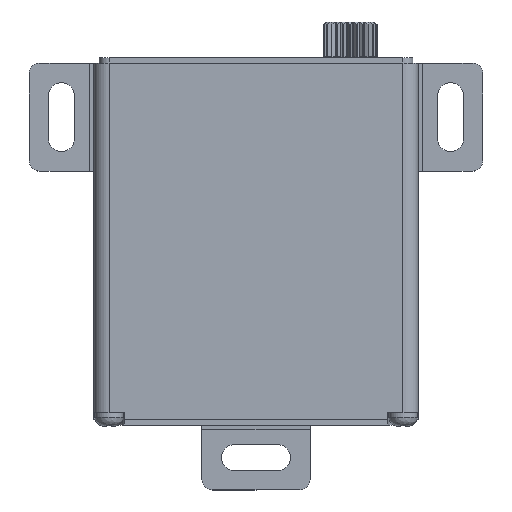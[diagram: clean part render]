
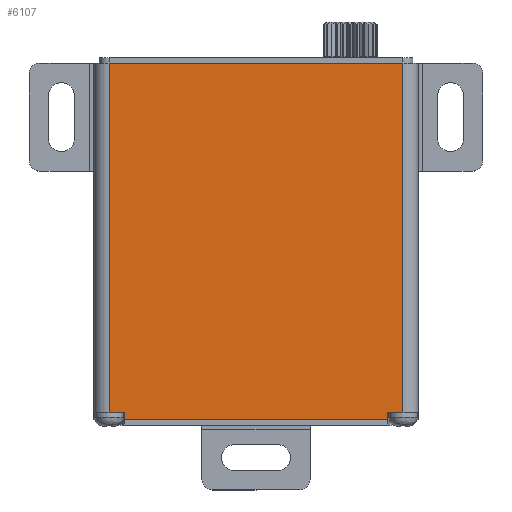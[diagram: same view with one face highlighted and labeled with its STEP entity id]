
A CAD part, top view. The second image highlights one B-rep face of the part: STEP entity #6107.
In plain terms, the highlighted planar face has unit normal (0, 0, 1).
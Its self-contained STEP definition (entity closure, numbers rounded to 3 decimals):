
#357=DIRECTION('',(1.,0.,0.));
#358=VECTOR('',#357,1.4);
#359=CARTESIAN_POINT('',(12.2,-5.,5.));
#360=LINE('',#359,#358);
#361=DIRECTION('',(0.,1.,0.));
#362=VECTOR('',#361,0.7);
#363=CARTESIAN_POINT('',(12.2,-5.7,5.));
#364=LINE('',#363,#362);
#365=DIRECTION('',(1.,0.,0.));
#366=VECTOR('',#365,24.4);
#367=CARTESIAN_POINT('',(-12.2,-5.7,5.));
#368=LINE('',#367,#366);
#369=DIRECTION('',(0.,-1.,0.));
#370=VECTOR('',#369,0.7);
#371=CARTESIAN_POINT('',(-12.2,-5.,5.));
#372=LINE('',#371,#370);
#373=DIRECTION('',(1.,0.,0.));
#374=VECTOR('',#373,1.4);
#375=CARTESIAN_POINT('',(-13.6,-5.,5.));
#376=LINE('',#375,#374);
#377=DIRECTION('',(0.,1.,0.));
#378=VECTOR('',#377,32.3);
#379=CARTESIAN_POINT('',(-13.6,-5.,5.));
#380=LINE('',#379,#378);
#381=DIRECTION('',(-1.,0.,0.));
#382=VECTOR('',#381,27.2);
#383=CARTESIAN_POINT('',(13.6,27.3,5.));
#384=LINE('',#383,#382);
#385=DIRECTION('',(0.,1.,0.));
#386=VECTOR('',#385,32.3);
#387=CARTESIAN_POINT('',(13.6,-5.,5.));
#388=LINE('',#387,#386);
#4733=CARTESIAN_POINT('',(13.6,27.3,5.));
#4735=VERTEX_POINT('',#4733);
#4755=CARTESIAN_POINT('',(-13.6,27.3,5.));
#4756=VERTEX_POINT('',#4755);
#5534=CARTESIAN_POINT('',(12.2,-5.,5.));
#5535=VERTEX_POINT('',#5534);
#5536=CARTESIAN_POINT('',(12.2,-5.7,5.));
#5537=VERTEX_POINT('',#5536);
#5542=CARTESIAN_POINT('',(-12.2,-5.7,5.));
#5543=VERTEX_POINT('',#5542);
#5544=CARTESIAN_POINT('',(-12.2,-5.,5.));
#5545=VERTEX_POINT('',#5544);
#5580=CARTESIAN_POINT('',(-13.6,-5.,5.));
#5581=VERTEX_POINT('',#5580);
#5582=CARTESIAN_POINT('',(13.6,-5.,5.));
#5583=VERTEX_POINT('',#5582);
#6085=CARTESIAN_POINT('',(0.,8.55,5.));
#6086=DIRECTION('',(0.,0.,1.));
#6087=DIRECTION('',(1.,0.,0.));
#6088=AXIS2_PLACEMENT_3D('',#6085,#6086,#6087);
#6089=PLANE('',#6088);
#6091=ORIENTED_EDGE('',*,*,#6090,.F.);
#6093=ORIENTED_EDGE('',*,*,#6092,.F.);
#6095=ORIENTED_EDGE('',*,*,#6094,.F.);
#6097=ORIENTED_EDGE('',*,*,#6096,.F.);
#6099=ORIENTED_EDGE('',*,*,#6098,.F.);
#6101=ORIENTED_EDGE('',*,*,#6100,.F.);
#6102=ORIENTED_EDGE('',*,*,#6068,.T.);
#6104=ORIENTED_EDGE('',*,*,#6103,.F.);
#6105=EDGE_LOOP('',(#6091,#6093,#6095,#6097,#6099,#6101,#6102,#6104));
#6106=FACE_OUTER_BOUND('',#6105,.F.);
#6107=ADVANCED_FACE('',(#6106),#6089,.T.);
#6068=EDGE_CURVE('',#5581,#4756,#380,.T.);
#6090=EDGE_CURVE('',#5583,#4735,#388,.T.);
#6092=EDGE_CURVE('',#5535,#5583,#360,.T.);
#6094=EDGE_CURVE('',#5537,#5535,#364,.T.);
#6096=EDGE_CURVE('',#5543,#5537,#368,.T.);
#6098=EDGE_CURVE('',#5545,#5543,#372,.T.);
#6100=EDGE_CURVE('',#5581,#5545,#376,.T.);
#6103=EDGE_CURVE('',#4735,#4756,#384,.T.);
